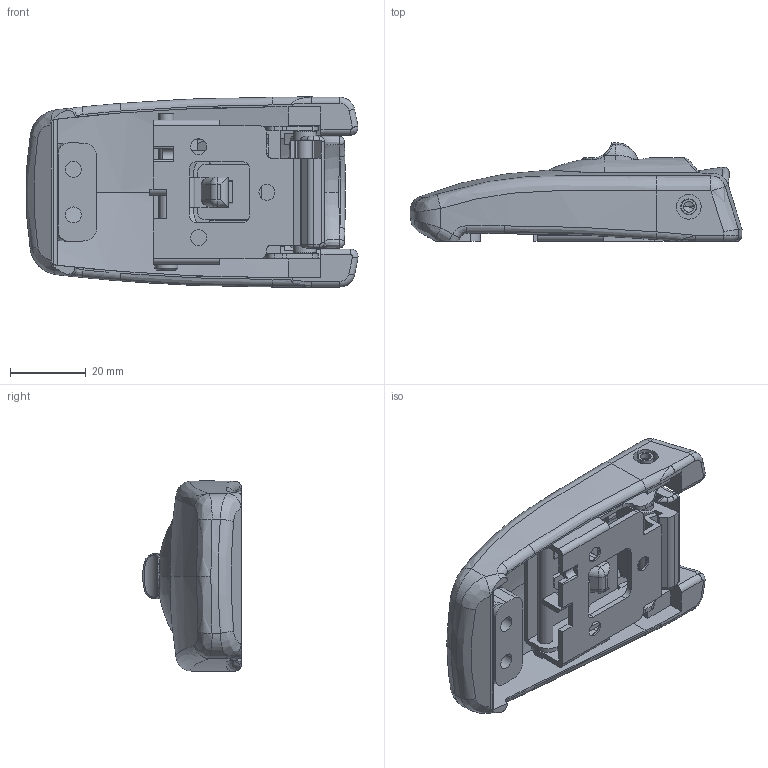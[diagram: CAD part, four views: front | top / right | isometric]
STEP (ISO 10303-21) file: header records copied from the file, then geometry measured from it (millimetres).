
FILE_DESCRIPTION (( 'STEP AP203' ), '1' );
FILE_NAME ('Žº‰ª•ÏŠ·.STEP', '2012-04-27T01:39:42', ( '' ), ( '' ), 'SwSTEP 2.0', 'SolidWorks 2011', '' );
FILE_SCHEMA (( 'CONFIG_CONTROL_DESIGN' ));
Length unit declared in the file: millimetre
Products named in the file (10): 室岡変換; CP-114_フック; CP-114_止め金具; CP-114_サブレバー; CP-114_ベースシャフト; CP-114_レバーシャフト; CP-114_ベースA; CP-114_レバー; CP-114_リンク; CP-114_セイフティーロック付カバー
Assembly tree (9 placements, depth 2):
  室岡変換
    CP-114_フック
    CP-114_サブレバー
    CP-114_止め金具
    CP-114_ベースシャフト
    CP-114_レバーシャフト
    CP-114_ベースA
    CP-114_レバー
    CP-114_リンク
    CP-114_セイフティーロック付カバー
Bounding box: 87.51 x 25.98 x 50.09 mm (x, y, z)
Volume: 30176.2 mm3; surface area: 27450.7 mm2
Topology: 9 solids, 9 shells, 578 faces, 1496 edges, 924 vertices
Faces by surface type: cylinder 225, plane 209, bspline 85, torus 29, cone 16, sphere 14
Entity records: 22715 total; most frequent: CARTESIAN_POINT 8135, ORIENTED_EDGE 2956, DIRECTION 2695, EDGE_CURVE 1478, AXIS2_PLACEMENT_3D 994, VERTEX_POINT 924, VECTOR 707, LINE 707
